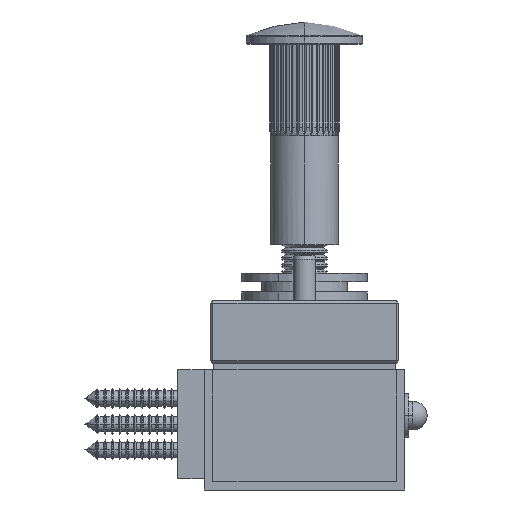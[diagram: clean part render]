
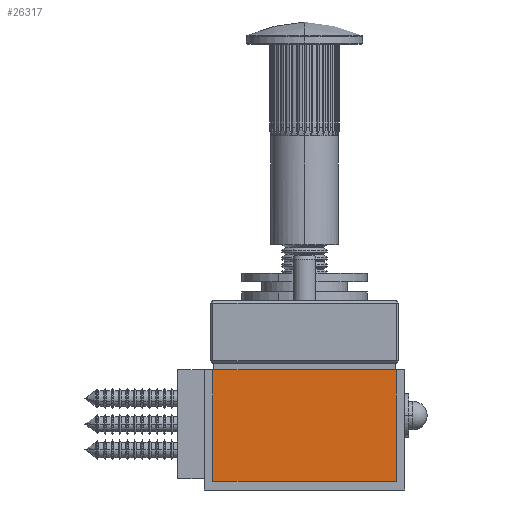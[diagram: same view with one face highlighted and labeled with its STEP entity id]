
A CAD part, left-side view. The second image highlights one B-rep face of the part: STEP entity #26317.
In plain terms, the highlighted planar face has unit normal (-1, 0, 0).
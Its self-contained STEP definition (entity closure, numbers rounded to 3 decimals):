
#1861 = CARTESIAN_POINT ( 'NONE',  ( -105., -16., 1.5 ) ) ;
#1942 = ORIENTED_EDGE ( 'NONE', *, *, #57702, .T. ) ;
#2033 = LINE ( 'NONE', #28973, #42656 ) ;
#4348 = CARTESIAN_POINT ( 'NONE',  ( -105., -16., 21. ) ) ;
#6114 = DIRECTION ( 'NONE',  ( 1., 0., 0. ) ) ;
#8694 = ORIENTED_EDGE ( 'NONE', *, *, #15291, .T. ) ;
#12501 = VERTEX_POINT ( 'NONE', #25723 ) ;
#15291 = EDGE_CURVE ( 'NONE', #12501, #27653, #2033, .T. ) ;
#17833 = EDGE_LOOP ( 'NONE', ( #23182, #39013, #8694, #1942 ) ) ;
#17954 = CARTESIAN_POINT ( 'NONE',  ( -105., -16., 21. ) ) ;
#18614 = CARTESIAN_POINT ( 'NONE',  ( -105., -16., 1.5 ) ) ;
#22946 = DIRECTION ( 'NONE',  ( 0., 0., 1. ) ) ;
#23182 = ORIENTED_EDGE ( 'NONE', *, *, #56677, .T. ) ;
#23964 = DIRECTION ( 'NONE',  ( 0., 1., 0. ) ) ;
#24513 = AXIS2_PLACEMENT_3D ( 'NONE', #1861, #6114, #33801 ) ;
#25723 = CARTESIAN_POINT ( 'NONE',  ( -105., -16., 1.5 ) ) ;
#26317 = ADVANCED_FACE ( 'NONE', ( #65398 ), #56142, .F. ) ;
#27653 = VERTEX_POINT ( 'NONE', #4348 ) ;
#28973 = CARTESIAN_POINT ( 'NONE',  ( -105., -16., 21. ) ) ;
#31459 = CARTESIAN_POINT ( 'NONE',  ( -105., 16., 21. ) ) ;
#33801 = DIRECTION ( 'NONE',  ( 0., 1., 0. ) ) ;
#39013 = ORIENTED_EDGE ( 'NONE', *, *, #62175, .T. ) ;
#42656 = VECTOR ( 'NONE', #22946, 1000. ) ;
#43442 = DIRECTION ( 'NONE',  ( 0., 0., -1. ) ) ;
#45256 = LINE ( 'NONE', #18614, #57505 ) ;
#49473 = LINE ( 'NONE', #54434, #67939 ) ;
#54434 = CARTESIAN_POINT ( 'NONE',  ( -105., 16., 1.5 ) ) ;
#55870 = DIRECTION ( 'NONE',  ( 0., -1., 0. ) ) ;
#56142 = PLANE ( 'NONE',  #24513 ) ;
#56677 = EDGE_CURVE ( 'NONE', #68805, #65971, #49473, .T. ) ;
#56748 = VECTOR ( 'NONE', #23964, 1000. ) ;
#57505 = VECTOR ( 'NONE', #55870, 1000. ) ;
#57702 = EDGE_CURVE ( 'NONE', #27653, #68805, #62307, .T. ) ;
#59193 = CARTESIAN_POINT ( 'NONE',  ( -105., 16., 1.5 ) ) ;
#62175 = EDGE_CURVE ( 'NONE', #65971, #12501, #45256, .T. ) ;
#62307 = LINE ( 'NONE', #17954, #56748 ) ;
#65398 = FACE_OUTER_BOUND ( 'NONE', #17833, .T. ) ;
#65971 = VERTEX_POINT ( 'NONE', #59193 ) ;
#67939 = VECTOR ( 'NONE', #43442, 1000. ) ;
#68805 = VERTEX_POINT ( 'NONE', #31459 ) ;
